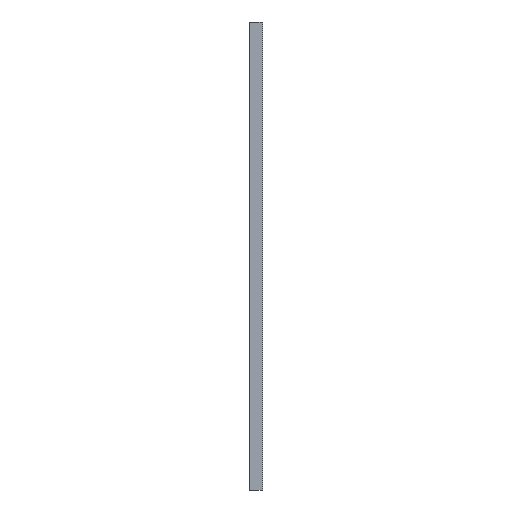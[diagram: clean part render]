
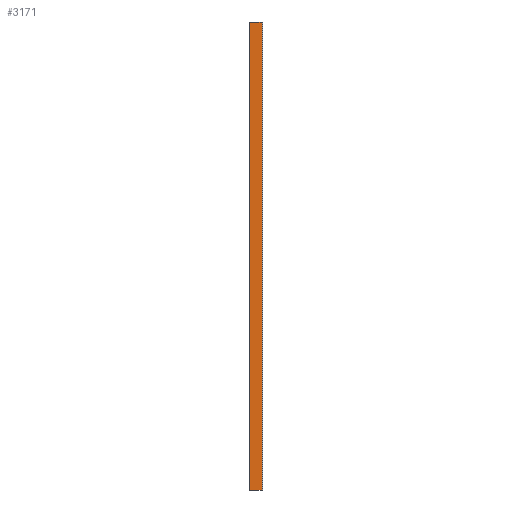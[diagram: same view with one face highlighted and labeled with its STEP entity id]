
A CAD part, left-side view. The second image highlights one B-rep face of the part: STEP entity #3171.
In plain terms, the highlighted planar face has unit normal (-1, 0, 0).
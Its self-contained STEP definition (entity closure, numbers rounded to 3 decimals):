
#1029=DIRECTION('',(0.,-0.707,0.707));
#1030=VECTOR('',#1029,2.828);
#1031=CARTESIAN_POINT('',(-100.,58.,998.));
#1032=LINE('',#1031,#1030);
#1036=DIRECTION('',(0.,0.,1.));
#1037=VECTOR('',#1036,2000.);
#1038=CARTESIAN_POINT('',(-100.,3.,-1000.));
#1039=LINE('',#1038,#1037);
#1043=DIRECTION('',(0.,0.707,0.707));
#1044=VECTOR('',#1043,2.828);
#1045=CARTESIAN_POINT('',(-100.,56.,-1000.));
#1046=LINE('',#1045,#1044);
#1057=DIRECTION('',(0.,0.,1.));
#1058=VECTOR('',#1057,1996.);
#1059=CARTESIAN_POINT('',(-100.,58.,-998.));
#1060=LINE('',#1059,#1058);
#1085=DIRECTION('',(0.,1.,0.));
#1086=VECTOR('',#1085,53.);
#1087=CARTESIAN_POINT('',(-100.,3.,-1000.));
#1088=LINE('',#1087,#1086);
#1171=DIRECTION('',(0.,1.,0.));
#1172=VECTOR('',#1171,53.);
#1173=CARTESIAN_POINT('',(-100.,3.,1000.));
#1174=LINE('',#1173,#1172);
#2418=CARTESIAN_POINT('',(-100.,58.,998.));
#2419=CARTESIAN_POINT('',(-100.,56.,1000.));
#2420=VERTEX_POINT('',#2418);
#2421=VERTEX_POINT('',#2419);
#2426=CARTESIAN_POINT('',(-100.,56.,-1000.));
#2427=CARTESIAN_POINT('',(-100.,58.,-998.));
#2428=VERTEX_POINT('',#2426);
#2429=VERTEX_POINT('',#2427);
#2434=CARTESIAN_POINT('',(-100.,3.,-1000.));
#2435=VERTEX_POINT('',#2434);
#2436=CARTESIAN_POINT('',(-100.,3.,1000.));
#2437=VERTEX_POINT('',#2436);
#3153=CARTESIAN_POINT('',(-100.,3.,-1000.));
#3154=DIRECTION('',(1.,0.,0.));
#3155=DIRECTION('',(0.,1.,0.));
#3156=AXIS2_PLACEMENT_3D('',#3153,#3154,#3155);
#3157=PLANE('',#3156);
#3159=ORIENTED_EDGE('',*,*,#3158,.T.);
#3161=ORIENTED_EDGE('',*,*,#3160,.F.);
#3162=ORIENTED_EDGE('',*,*,#3145,.F.);
#3164=ORIENTED_EDGE('',*,*,#3163,.T.);
#3166=ORIENTED_EDGE('',*,*,#3165,.T.);
#3168=ORIENTED_EDGE('',*,*,#3167,.T.);
#3169=EDGE_LOOP('',(#3159,#3161,#3162,#3164,#3166,#3168));
#3170=FACE_OUTER_BOUND('',#3169,.F.);
#3145=EDGE_CURVE('',#2435,#2437,#1039,.T.);
#3158=EDGE_CURVE('',#2420,#2421,#1032,.T.);
#3160=EDGE_CURVE('',#2437,#2421,#1174,.T.);
#3163=EDGE_CURVE('',#2435,#2428,#1088,.T.);
#3165=EDGE_CURVE('',#2428,#2429,#1046,.T.);
#3167=EDGE_CURVE('',#2429,#2420,#1060,.T.);
#3171=ADVANCED_FACE('',(#3170),#3157,.F.);
